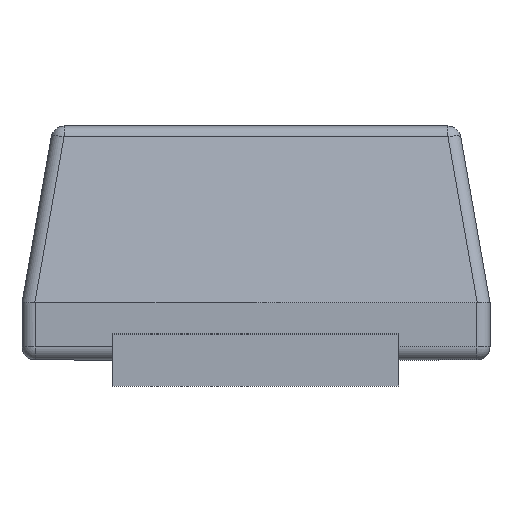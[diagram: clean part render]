
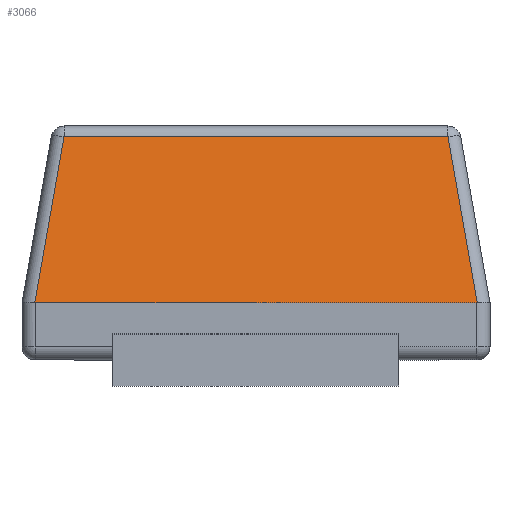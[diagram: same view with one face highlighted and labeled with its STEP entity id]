
A CAD part, front view. The second image highlights one B-rep face of the part: STEP entity #3066.
In plain terms, the highlighted planar face has unit normal (0, -0.985, 0.174).
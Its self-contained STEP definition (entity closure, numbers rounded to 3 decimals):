
#19=ELLIPSE('',#3224,0.288,0.05);
#24=ELLIPSE('',#3256,0.288,0.05);
#236=FACE_OUTER_BOUND('',#403,.T.);
#403=EDGE_LOOP('',(#2565,#2566,#2567,#2568,#2569,#2570));
#731=LINE('',#4762,#1098);
#733=LINE('',#4765,#1100);
#741=LINE('',#4786,#1108);
#752=LINE('',#4810,#1119);
#1098=VECTOR('',#3913,1.476);
#1100=VECTOR('',#3917,0.659);
#1108=VECTOR('',#3945,0.659);
#1119=VECTOR('',#3972,1.7);
#1376=VERTEX_POINT('',#4724);
#1379=VERTEX_POINT('',#4730);
#1380=VERTEX_POINT('',#4734);
#1389=VERTEX_POINT('',#4758);
#1392=VERTEX_POINT('',#4785);
#1395=VERTEX_POINT('',#4796);
#1750=EDGE_CURVE('',#1379,#1376,#19,.T.);
#1765=EDGE_CURVE('',#1380,#1389,#731,.T.);
#1767=EDGE_CURVE('',#1389,#1379,#733,.T.);
#1778=EDGE_CURVE('',#1392,#1380,#741,.T.);
#1785=EDGE_CURVE('',#1395,#1392,#24,.T.);
#1792=EDGE_CURVE('',#1395,#1376,#752,.T.);
#2565=ORIENTED_EDGE('',*,*,#1785,.F.);
#2566=ORIENTED_EDGE('',*,*,#1792,.T.);
#2567=ORIENTED_EDGE('',*,*,#1750,.F.);
#2568=ORIENTED_EDGE('',*,*,#1767,.F.);
#2569=ORIENTED_EDGE('',*,*,#1765,.F.);
#2570=ORIENTED_EDGE('',*,*,#1778,.F.);
#2767=PLANE('',#3265);
#3066=ADVANCED_FACE('',(#236),#2767,.T.);
#3224=AXIS2_PLACEMENT_3D('',#4732,#3875,#3876);
#3256=AXIS2_PLACEMENT_3D('',#4798,#3957,#3958);
#3265=AXIS2_PLACEMENT_3D('',#4831,#3991,#3992);
#3875=DIRECTION('center_axis',(0.,0.985,-0.174));
#3876=DIRECTION('ref_axis',(0.,-0.174,-0.985));
#3913=DIRECTION('',(1.,0.,0.));
#3917=DIRECTION('',(0.171,-0.171,-0.97));
#3945=DIRECTION('',(0.171,0.171,0.97));
#3957=DIRECTION('center_axis',(0.,0.985,-0.174));
#3958=DIRECTION('ref_axis',(0.,-0.174,-0.985));
#3972=DIRECTION('',(1.,0.,0.));
#3991=DIRECTION('center_axis',(0.,-0.985,0.174));
#3992=DIRECTION('ref_axis',(0.,-0.174,-0.985));
#4724=CARTESIAN_POINT('',(0.85,-1.35,0.319));
#4730=CARTESIAN_POINT('',(0.851,-1.35,0.319));
#4732=CARTESIAN_POINT('Origin',(0.85,-1.3,0.603));
#4734=CARTESIAN_POINT('',(-0.738,-1.237,0.959));
#4758=CARTESIAN_POINT('',(0.738,-1.237,0.959));
#4762=CARTESIAN_POINT('',(0.,-1.237,0.959));
#4765=CARTESIAN_POINT('',(0.751,-1.25,0.884));
#4785=CARTESIAN_POINT('',(-0.851,-1.35,0.319));
#4786=CARTESIAN_POINT('',(-0.751,-1.25,0.884));
#4796=CARTESIAN_POINT('',(-0.85,-1.35,0.319));
#4798=CARTESIAN_POINT('Origin',(-0.85,-1.3,0.603));
#4810=CARTESIAN_POINT('',(0.,-1.35,0.319));
#4831=CARTESIAN_POINT('Origin',(0.,-1.29,0.66));
